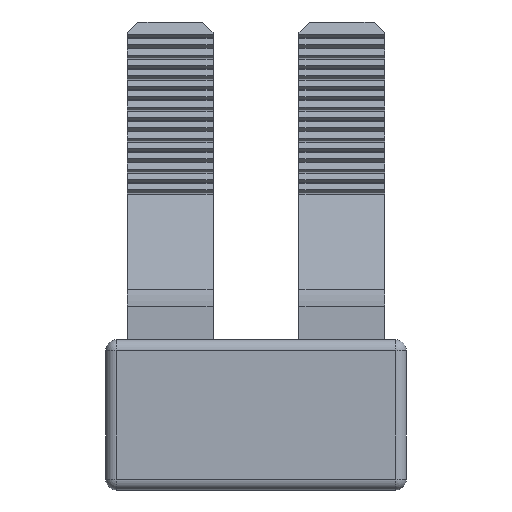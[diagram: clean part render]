
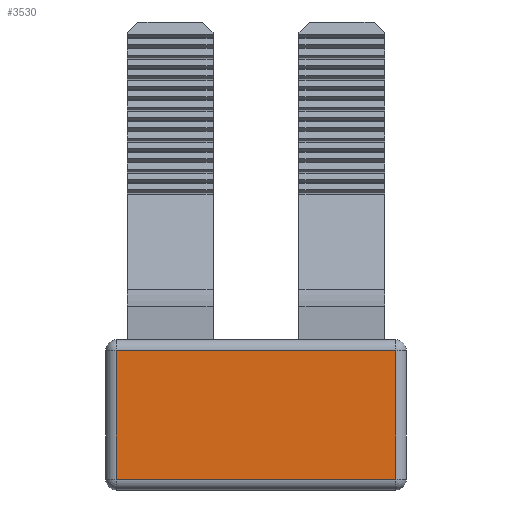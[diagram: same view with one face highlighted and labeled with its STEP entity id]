
A CAD part, front view. The second image highlights one B-rep face of the part: STEP entity #3530.
In plain terms, the highlighted planar face has unit normal (0, -1, 0).
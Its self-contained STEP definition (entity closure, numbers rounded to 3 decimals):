
#128 = VERTEX_POINT ( 'NONE', #5509 ) ;
#154 = VECTOR ( 'NONE', #3094, 1000. ) ;
#513 = VERTEX_POINT ( 'NONE', #6426 ) ;
#1345 = EDGE_LOOP ( 'NONE', ( #6322, #6660, #7130, #1647 ) ) ;
#1513 = EDGE_CURVE ( 'NONE', #128, #513, #6697, .T. ) ;
#1647 = ORIENTED_EDGE ( 'NONE', *, *, #6554, .T. ) ;
#2014 = CARTESIAN_POINT ( 'NONE',  ( -25.5, -1.6, 5.56 ) ) ;
#2022 = DIRECTION ( 'NONE',  ( 1., 0., 0. ) ) ;
#2035 = DIRECTION ( 'NONE',  ( 0., 1., 0. ) ) ;
#2092 = VERTEX_POINT ( 'NONE', #4057 ) ;
#2264 = EDGE_CURVE ( 'NONE', #513, #3027, #6024, .T. ) ;
#2344 = DIRECTION ( 'NONE',  ( -1., 0., 0. ) ) ;
#2578 = PLANE ( 'NONE',  #5489 ) ;
#2743 = FACE_OUTER_BOUND ( 'NONE', #1345, .T. ) ;
#3007 = CARTESIAN_POINT ( 'NONE',  ( -38.5, -1.6, 5.56 ) ) ;
#3027 = VERTEX_POINT ( 'NONE', #2014 ) ;
#3080 = VECTOR ( 'NONE', #7249, 1000. ) ;
#3094 = DIRECTION ( 'NONE',  ( 0., 0., 1. ) ) ;
#3223 = LINE ( 'NONE', #7288, #3080 ) ;
#3530 = ADVANCED_FACE ( 'NONE', ( #2743 ), #2578, .F. ) ;
#3756 = CARTESIAN_POINT ( 'NONE',  ( 38.5, -1.6, -0.44 ) ) ;
#4057 = CARTESIAN_POINT ( 'NONE',  ( -38.5, -1.6, 5.56 ) ) ;
#4207 = CARTESIAN_POINT ( 'NONE',  ( -25.5, -1.6, 5.56 ) ) ;
#5083 = VECTOR ( 'NONE', #2022, 1000. ) ;
#5090 = DIRECTION ( 'NONE',  ( 1., 0., 0. ) ) ;
#5489 = AXIS2_PLACEMENT_3D ( 'NONE', #6293, #2035, #5090 ) ;
#5509 = CARTESIAN_POINT ( 'NONE',  ( -38.5, -1.6, -0.44 ) ) ;
#6024 = LINE ( 'NONE', #4207, #154 ) ;
#6158 = VECTOR ( 'NONE', #2344, 1000. ) ;
#6293 = CARTESIAN_POINT ( 'NONE',  ( 38.5, -1.6, 5.56 ) ) ;
#6322 = ORIENTED_EDGE ( 'NONE', *, *, #1513, .T. ) ;
#6426 = CARTESIAN_POINT ( 'NONE',  ( -25.5, -1.6, -0.44 ) ) ;
#6463 = EDGE_CURVE ( 'NONE', #3027, #2092, #7643, .T. ) ;
#6554 = EDGE_CURVE ( 'NONE', #2092, #128, #3223, .T. ) ;
#6660 = ORIENTED_EDGE ( 'NONE', *, *, #2264, .T. ) ;
#6697 = LINE ( 'NONE', #3756, #5083 ) ;
#7130 = ORIENTED_EDGE ( 'NONE', *, *, #6463, .T. ) ;
#7249 = DIRECTION ( 'NONE',  ( 0., 0., -1. ) ) ;
#7288 = CARTESIAN_POINT ( 'NONE',  ( -38.5, -1.6, -0.44 ) ) ;
#7643 = LINE ( 'NONE', #3007, #6158 ) ;
